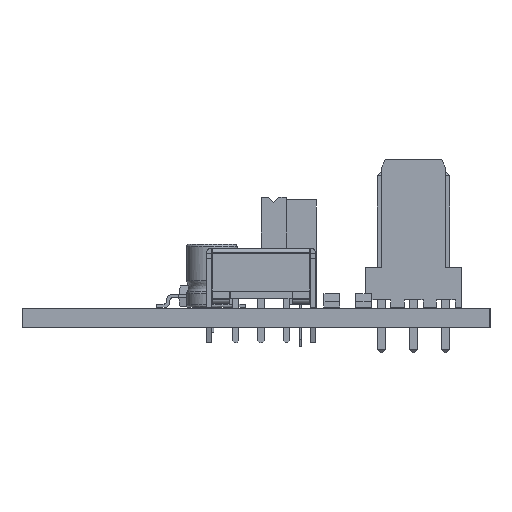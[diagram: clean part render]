
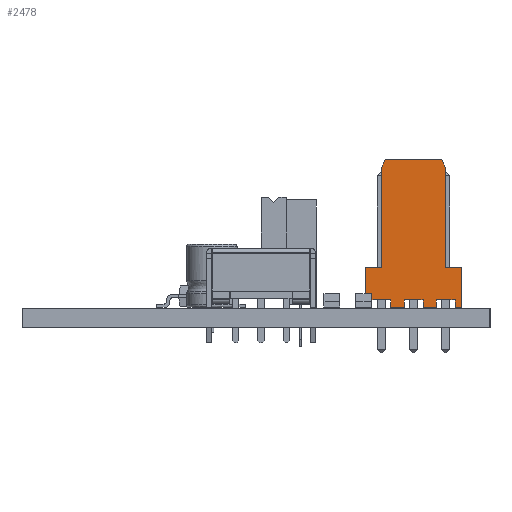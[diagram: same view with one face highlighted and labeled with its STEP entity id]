
A CAD part, left-side view. The second image highlights one B-rep face of the part: STEP entity #2478.
In plain terms, the highlighted face is planar.
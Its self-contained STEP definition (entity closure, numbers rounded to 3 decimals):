
#2442 = EDGE_CURVE('',#2443,#2445,#2447,.T.);
#2443 = VERTEX_POINT('',#2444);
#2444 = CARTESIAN_POINT('',(0.3,-2.9,11.7));
#2445 = VERTEX_POINT('',#2446);
#2446 = CARTESIAN_POINT('',(4.78,-2.9,11.7));
#2447 = LINE('',#2448,#2449);
#2448 = CARTESIAN_POINT('',(2.54,-2.9,11.7));
#2449 = VECTOR('',#2450,1.);
#2450 = DIRECTION('',(1.,0.,0.));
#2478 = ADVANCED_FACE('',(#2479),#2648,.T.);
#2479 = FACE_BOUND('',#2480,.T.);
#2480 = EDGE_LOOP('',(#2481,#2491,#2499,#2507,#2515,#2523,#2531,#2539,
    #2547,#2555,#2563,#2571,#2579,#2587,#2595,#2603,#2611,#2617,#2618,
    #2626,#2634,#2642));
#2481 = ORIENTED_EDGE('',*,*,#2482,.T.);
#2482 = EDGE_CURVE('',#2483,#2485,#2487,.T.);
#2483 = VERTEX_POINT('',#2484);
#2484 = CARTESIAN_POINT('',(-1.27,-2.9,0.));
#2485 = VERTEX_POINT('',#2486);
#2486 = CARTESIAN_POINT('',(-0.75,-2.9,0.));
#2487 = LINE('',#2488,#2489);
#2488 = CARTESIAN_POINT('',(-1.27,-2.9,0.));
#2489 = VECTOR('',#2490,1.);
#2490 = DIRECTION('',(1.,0.,0.));
#2491 = ORIENTED_EDGE('',*,*,#2492,.T.);
#2492 = EDGE_CURVE('',#2485,#2493,#2495,.T.);
#2493 = VERTEX_POINT('',#2494);
#2494 = CARTESIAN_POINT('',(-0.75,-2.9,0.6));
#2495 = LINE('',#2496,#2497);
#2496 = CARTESIAN_POINT('',(-0.75,-2.9,0.));
#2497 = VECTOR('',#2498,1.);
#2498 = DIRECTION('',(0.,0.,1.));
#2499 = ORIENTED_EDGE('',*,*,#2500,.F.);
#2500 = EDGE_CURVE('',#2501,#2493,#2503,.T.);
#2501 = VERTEX_POINT('',#2502);
#2502 = CARTESIAN_POINT('',(0.75,-2.9,0.6));
#2503 = LINE('',#2504,#2505);
#2504 = CARTESIAN_POINT('',(0.75,-2.9,0.6));
#2505 = VECTOR('',#2506,1.);
#2506 = DIRECTION('',(-1.,0.,0.));
#2507 = ORIENTED_EDGE('',*,*,#2508,.F.);
#2508 = EDGE_CURVE('',#2509,#2501,#2511,.T.);
#2509 = VERTEX_POINT('',#2510);
#2510 = CARTESIAN_POINT('',(0.75,-2.9,0.));
#2511 = LINE('',#2512,#2513);
#2512 = CARTESIAN_POINT('',(0.75,-2.9,0.));
#2513 = VECTOR('',#2514,1.);
#2514 = DIRECTION('',(0.,0.,1.));
#2515 = ORIENTED_EDGE('',*,*,#2516,.T.);
#2516 = EDGE_CURVE('',#2509,#2517,#2519,.T.);
#2517 = VERTEX_POINT('',#2518);
#2518 = CARTESIAN_POINT('',(1.79,-2.9,0.));
#2519 = LINE('',#2520,#2521);
#2520 = CARTESIAN_POINT('',(-1.27,-2.9,0.));
#2521 = VECTOR('',#2522,1.);
#2522 = DIRECTION('',(1.,0.,0.));
#2523 = ORIENTED_EDGE('',*,*,#2524,.T.);
#2524 = EDGE_CURVE('',#2517,#2525,#2527,.T.);
#2525 = VERTEX_POINT('',#2526);
#2526 = CARTESIAN_POINT('',(1.79,-2.9,0.6));
#2527 = LINE('',#2528,#2529);
#2528 = CARTESIAN_POINT('',(1.79,-2.9,0.));
#2529 = VECTOR('',#2530,1.);
#2530 = DIRECTION('',(0.,0.,1.));
#2531 = ORIENTED_EDGE('',*,*,#2532,.F.);
#2532 = EDGE_CURVE('',#2533,#2525,#2535,.T.);
#2533 = VERTEX_POINT('',#2534);
#2534 = CARTESIAN_POINT('',(3.29,-2.9,0.6));
#2535 = LINE('',#2536,#2537);
#2536 = CARTESIAN_POINT('',(3.29,-2.9,0.6));
#2537 = VECTOR('',#2538,1.);
#2538 = DIRECTION('',(-1.,0.,0.));
#2539 = ORIENTED_EDGE('',*,*,#2540,.F.);
#2540 = EDGE_CURVE('',#2541,#2533,#2543,.T.);
#2541 = VERTEX_POINT('',#2542);
#2542 = CARTESIAN_POINT('',(3.29,-2.9,0.));
#2543 = LINE('',#2544,#2545);
#2544 = CARTESIAN_POINT('',(3.29,-2.9,0.));
#2545 = VECTOR('',#2546,1.);
#2546 = DIRECTION('',(0.,0.,1.));
#2547 = ORIENTED_EDGE('',*,*,#2548,.T.);
#2548 = EDGE_CURVE('',#2541,#2549,#2551,.T.);
#2549 = VERTEX_POINT('',#2550);
#2550 = CARTESIAN_POINT('',(4.33,-2.9,0.));
#2551 = LINE('',#2552,#2553);
#2552 = CARTESIAN_POINT('',(-1.27,-2.9,0.));
#2553 = VECTOR('',#2554,1.);
#2554 = DIRECTION('',(1.,0.,0.));
#2555 = ORIENTED_EDGE('',*,*,#2556,.T.);
#2556 = EDGE_CURVE('',#2549,#2557,#2559,.T.);
#2557 = VERTEX_POINT('',#2558);
#2558 = CARTESIAN_POINT('',(4.33,-2.9,0.6));
#2559 = LINE('',#2560,#2561);
#2560 = CARTESIAN_POINT('',(4.33,-2.9,0.));
#2561 = VECTOR('',#2562,1.);
#2562 = DIRECTION('',(0.,0.,1.));
#2563 = ORIENTED_EDGE('',*,*,#2564,.F.);
#2564 = EDGE_CURVE('',#2565,#2557,#2567,.T.);
#2565 = VERTEX_POINT('',#2566);
#2566 = CARTESIAN_POINT('',(5.83,-2.9,0.6));
#2567 = LINE('',#2568,#2569);
#2568 = CARTESIAN_POINT('',(5.83,-2.9,0.6));
#2569 = VECTOR('',#2570,1.);
#2570 = DIRECTION('',(-1.,0.,0.));
#2571 = ORIENTED_EDGE('',*,*,#2572,.F.);
#2572 = EDGE_CURVE('',#2573,#2565,#2575,.T.);
#2573 = VERTEX_POINT('',#2574);
#2574 = CARTESIAN_POINT('',(5.83,-2.9,0.));
#2575 = LINE('',#2576,#2577);
#2576 = CARTESIAN_POINT('',(5.83,-2.9,0.));
#2577 = VECTOR('',#2578,1.);
#2578 = DIRECTION('',(0.,0.,1.));
#2579 = ORIENTED_EDGE('',*,*,#2580,.T.);
#2580 = EDGE_CURVE('',#2573,#2581,#2583,.T.);
#2581 = VERTEX_POINT('',#2582);
#2582 = CARTESIAN_POINT('',(6.35,-2.9,0.));
#2583 = LINE('',#2584,#2585);
#2584 = CARTESIAN_POINT('',(-1.27,-2.9,0.));
#2585 = VECTOR('',#2586,1.);
#2586 = DIRECTION('',(1.,0.,0.));
#2587 = ORIENTED_EDGE('',*,*,#2588,.T.);
#2588 = EDGE_CURVE('',#2581,#2589,#2591,.T.);
#2589 = VERTEX_POINT('',#2590);
#2590 = CARTESIAN_POINT('',(6.35,-2.9,3.17));
#2591 = LINE('',#2592,#2593);
#2592 = CARTESIAN_POINT('',(6.35,-2.9,0.));
#2593 = VECTOR('',#2594,1.);
#2594 = DIRECTION('',(0.,0.,1.));
#2595 = ORIENTED_EDGE('',*,*,#2596,.F.);
#2596 = EDGE_CURVE('',#2597,#2589,#2599,.T.);
#2597 = VERTEX_POINT('',#2598);
#2598 = CARTESIAN_POINT('',(5.08,-2.9,3.17));
#2599 = LINE('',#2600,#2601);
#2600 = CARTESIAN_POINT('',(-1.27,-2.9,3.17));
#2601 = VECTOR('',#2602,1.);
#2602 = DIRECTION('',(1.,0.,0.));
#2603 = ORIENTED_EDGE('',*,*,#2604,.T.);
#2604 = EDGE_CURVE('',#2597,#2605,#2607,.T.);
#2605 = VERTEX_POINT('',#2606);
#2606 = CARTESIAN_POINT('',(5.08,-2.9,11.));
#2607 = LINE('',#2608,#2609);
#2608 = CARTESIAN_POINT('',(5.08,-2.9,3.17));
#2609 = VECTOR('',#2610,1.);
#2610 = DIRECTION('',(0.,0.,1.));
#2611 = ORIENTED_EDGE('',*,*,#2612,.F.);
#2612 = EDGE_CURVE('',#2445,#2605,#2613,.T.);
#2613 = LINE('',#2614,#2615);
#2614 = CARTESIAN_POINT('',(6.225,-2.9,8.327));
#2615 = VECTOR('',#2616,1.);
#2616 = DIRECTION('',(0.394,0.,-0.919));
#2617 = ORIENTED_EDGE('',*,*,#2442,.F.);
#2618 = ORIENTED_EDGE('',*,*,#2619,.T.);
#2619 = EDGE_CURVE('',#2443,#2620,#2622,.T.);
#2620 = VERTEX_POINT('',#2621);
#2621 = CARTESIAN_POINT('',(0.,-2.9,11.));
#2622 = LINE('',#2623,#2624);
#2623 = CARTESIAN_POINT('',(-1.145,-2.9,8.327));
#2624 = VECTOR('',#2625,1.);
#2625 = DIRECTION('',(-0.394,-0.,-0.919));
#2626 = ORIENTED_EDGE('',*,*,#2627,.F.);
#2627 = EDGE_CURVE('',#2628,#2620,#2630,.T.);
#2628 = VERTEX_POINT('',#2629);
#2629 = CARTESIAN_POINT('',(0.,-2.9,3.17));
#2630 = LINE('',#2631,#2632);
#2631 = CARTESIAN_POINT('',(0.,-2.9,3.17));
#2632 = VECTOR('',#2633,1.);
#2633 = DIRECTION('',(0.,0.,1.));
#2634 = ORIENTED_EDGE('',*,*,#2635,.F.);
#2635 = EDGE_CURVE('',#2636,#2628,#2638,.T.);
#2636 = VERTEX_POINT('',#2637);
#2637 = CARTESIAN_POINT('',(-1.27,-2.9,3.17));
#2638 = LINE('',#2639,#2640);
#2639 = CARTESIAN_POINT('',(-1.27,-2.9,3.17));
#2640 = VECTOR('',#2641,1.);
#2641 = DIRECTION('',(1.,0.,0.));
#2642 = ORIENTED_EDGE('',*,*,#2643,.F.);
#2643 = EDGE_CURVE('',#2483,#2636,#2644,.T.);
#2644 = LINE('',#2645,#2646);
#2645 = CARTESIAN_POINT('',(-1.27,-2.9,0.));
#2646 = VECTOR('',#2647,1.);
#2647 = DIRECTION('',(0.,0.,1.));
#2648 = PLANE('',#2649);
#2649 = AXIS2_PLACEMENT_3D('',#2650,#2651,#2652);
#2650 = CARTESIAN_POINT('',(2.54,-2.9,4.85));
#2651 = DIRECTION('',(0.,-1.,0.));
#2652 = DIRECTION('',(-1.,0.,0.));
